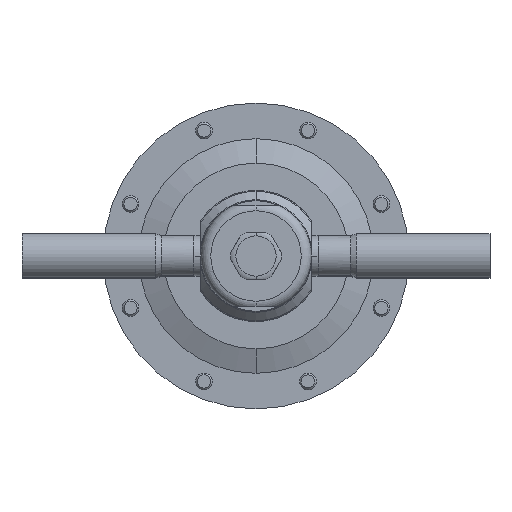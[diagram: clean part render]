
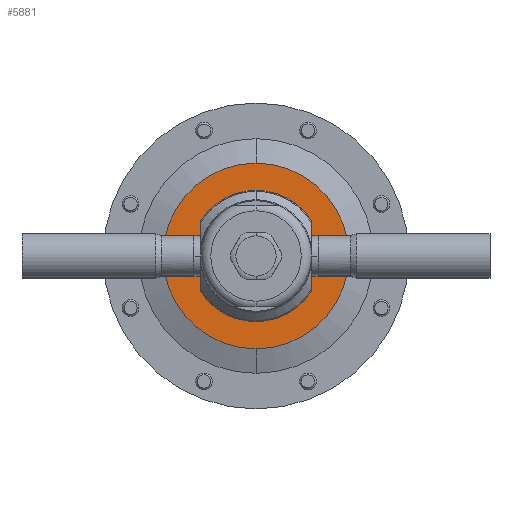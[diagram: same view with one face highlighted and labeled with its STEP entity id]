
A CAD part, front view. The second image highlights one B-rep face of the part: STEP entity #5881.
In plain terms, the highlighted planar face has unit normal (0, -1, 0).
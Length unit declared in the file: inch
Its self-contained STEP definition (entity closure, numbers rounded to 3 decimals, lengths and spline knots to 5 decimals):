
#109 = EDGE_CURVE ( 'NONE', #1300, #3786, #863, .T. ) ;
#291 = DIRECTION ( 'NONE',  ( 0., 1., 0. ) ) ;
#768 = EDGE_LOOP ( 'NONE', ( #5046, #2811 ) ) ;
#863 = CIRCLE ( 'NONE', #6218, 1.12 ) ;
#974 = CIRCLE ( 'NONE', #10714, 1.73079 ) ;
#975 = ORIENTED_EDGE ( 'NONE', *, *, #7211, .T. ) ;
#1300 = VERTEX_POINT ( 'NONE', #4707 ) ;
#1335 = DIRECTION ( 'NONE',  ( 0., 0., 1. ) ) ;
#1432 = VERTEX_POINT ( 'NONE', #3109 ) ;
#1577 = EDGE_CURVE ( 'NONE', #3786, #1300, #5419, .T. ) ;
#1595 = CARTESIAN_POINT ( 'NONE',  ( 0., -0.286, 0. ) ) ;
#2811 = ORIENTED_EDGE ( 'NONE', *, *, #109, .F. ) ;
#3109 = CARTESIAN_POINT ( 'NONE',  ( 0., -0.286, 1.73079 ) ) ;
#3786 = VERTEX_POINT ( 'NONE', #5106 ) ;
#3918 = PLANE ( 'NONE',  #6352 ) ;
#4194 = EDGE_LOOP ( 'NONE', ( #8792, #975 ) ) ;
#4707 = CARTESIAN_POINT ( 'NONE',  ( 0., -0.286, 1.12 ) ) ;
#5046 = ORIENTED_EDGE ( 'NONE', *, *, #1577, .F. ) ;
#5106 = CARTESIAN_POINT ( 'NONE',  ( 0., -0.286, -1.12 ) ) ;
#5111 = DIRECTION ( 'NONE',  ( 0., 0., 1. ) ) ;
#5419 = CIRCLE ( 'NONE', #8610, 1.12 ) ;
#5577 = VERTEX_POINT ( 'NONE', #9615 ) ;
#5771 = CARTESIAN_POINT ( 'NONE',  ( 0., -0.286, 0. ) ) ;
#5881 = ADVANCED_FACE ( 'NONE', ( #9605, #8379 ), #3918, .F. ) ;
#5933 = DIRECTION ( 'NONE',  ( 0., -1., 0. ) ) ;
#5998 = DIRECTION ( 'NONE',  ( 0., -1., 0. ) ) ;
#6218 = AXIS2_PLACEMENT_3D ( 'NONE', #1595, #5998, #5111 ) ;
#6352 = AXIS2_PLACEMENT_3D ( 'NONE', #7518, #291, #8338 ) ;
#6762 = CARTESIAN_POINT ( 'NONE',  ( 0., -0.286, 0. ) ) ;
#6873 = AXIS2_PLACEMENT_3D ( 'NONE', #5771, #7583, #1335 ) ;
#7211 = EDGE_CURVE ( 'NONE', #5577, #1432, #8619, .T. ) ;
#7518 = CARTESIAN_POINT ( 'NONE',  ( 0., -0.286, 0. ) ) ;
#7583 = DIRECTION ( 'NONE',  ( 0., -1., 0. ) ) ;
#7718 = DIRECTION ( 'NONE',  ( 0., 0., 1. ) ) ;
#8338 = DIRECTION ( 'NONE',  ( 0., 0., 1. ) ) ;
#8379 = FACE_OUTER_BOUND ( 'NONE', #4194, .T. ) ;
#8610 = AXIS2_PLACEMENT_3D ( 'NONE', #6762, #5933, #7718 ) ;
#8619 = CIRCLE ( 'NONE', #6873, 1.73079 ) ;
#8792 = ORIENTED_EDGE ( 'NONE', *, *, #9581, .T. ) ;
#9581 = EDGE_CURVE ( 'NONE', #1432, #5577, #974, .T. ) ;
#9605 = FACE_BOUND ( 'NONE', #768, .T. ) ;
#9615 = CARTESIAN_POINT ( 'NONE',  ( 0., -0.286, -1.73079 ) ) ;
#9869 = CARTESIAN_POINT ( 'NONE',  ( 0., -0.286, 0. ) ) ;
#10614 = DIRECTION ( 'NONE',  ( 0., -1., 0. ) ) ;
#10714 = AXIS2_PLACEMENT_3D ( 'NONE', #9869, #10614, #11450 ) ;
#11450 = DIRECTION ( 'NONE',  ( 0., 0., 1. ) ) ;
